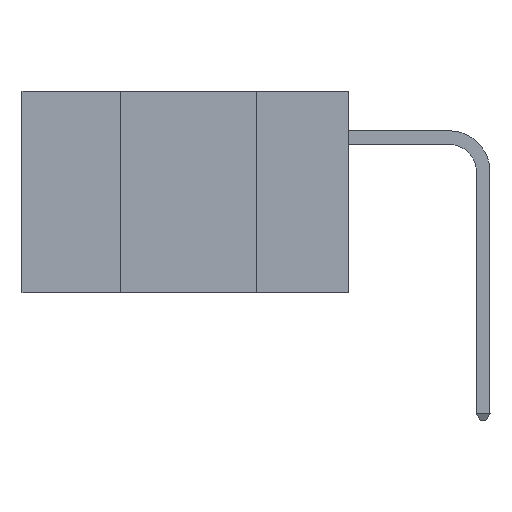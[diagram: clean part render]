
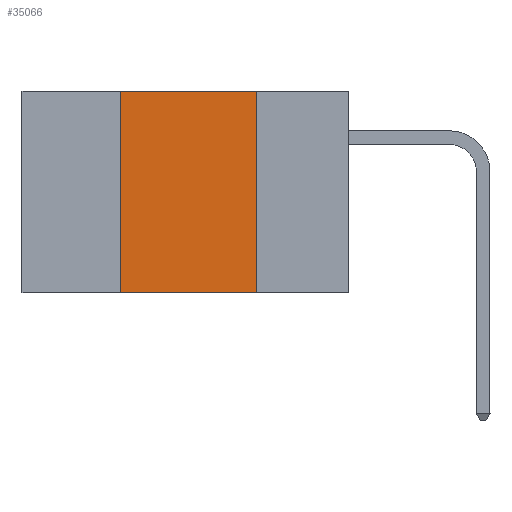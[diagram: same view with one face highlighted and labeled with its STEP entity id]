
A CAD part, left-side view. The second image highlights one B-rep face of the part: STEP entity #35066.
In plain terms, the highlighted planar face has unit normal (-1, 0, 0).
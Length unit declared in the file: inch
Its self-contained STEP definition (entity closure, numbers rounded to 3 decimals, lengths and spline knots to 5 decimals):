
#274 = ORIENTED_EDGE ( 'NONE', *, *, #4269, .F. ) ;
#1855 = ORIENTED_EDGE ( 'NONE', *, *, #35364, .F. ) ;
#1944 = CARTESIAN_POINT ( 'NONE',  ( 0., 0.6, -0.37 ) ) ;
#2884 = EDGE_CURVE ( 'NONE', #36891, #46098, #12943, .T. ) ;
#4269 = EDGE_CURVE ( 'NONE', #49871, #23040, #10138, .T. ) ;
#6515 = DIRECTION ( 'NONE',  ( 0., -1., 0. ) ) ;
#7104 = CARTESIAN_POINT ( 'NONE',  ( 0., 0.42, -0.37 ) ) ;
#10138 = LINE ( 'NONE', #26392, #27625 ) ;
#10240 = VECTOR ( 'NONE', #6515, 39.37008 ) ;
#12943 = LINE ( 'NONE', #28430, #49375 ) ;
#15282 = CARTESIAN_POINT ( 'NONE',  ( 0., 0.6, 0. ) ) ;
#19096 = EDGE_CURVE ( 'NONE', #36891, #23040, #20993, .T. ) ;
#20993 = LINE ( 'NONE', #1944, #10240 ) ;
#21121 = PLANE ( 'NONE',  #41947 ) ;
#23040 = VERTEX_POINT ( 'NONE', #43836 ) ;
#24610 = DIRECTION ( 'NONE',  ( 0., 0., 1. ) ) ;
#24926 = CARTESIAN_POINT ( 'NONE',  ( 0., 0.6, 0. ) ) ;
#25917 = CARTESIAN_POINT ( 'NONE',  ( 0., 0.17, 0. ) ) ;
#26392 = CARTESIAN_POINT ( 'NONE',  ( 0., 0.17, 0. ) ) ;
#26965 = ORIENTED_EDGE ( 'NONE', *, *, #19096, .T. ) ;
#27339 = VECTOR ( 'NONE', #50060, 39.37008 ) ;
#27625 = VECTOR ( 'NONE', #41628, 39.37008 ) ;
#28430 = CARTESIAN_POINT ( 'NONE',  ( 0., 0.42, 0. ) ) ;
#31801 = DIRECTION ( 'NONE',  ( 1., 0., 0. ) ) ;
#32544 = FACE_OUTER_BOUND ( 'NONE', #46346, .T. ) ;
#35066 = ADVANCED_FACE ( 'NONE', ( #32544 ), #21121, .F. ) ;
#35364 = EDGE_CURVE ( 'NONE', #46098, #49871, #46986, .T. ) ;
#36891 = VERTEX_POINT ( 'NONE', #7104 ) ;
#41628 = DIRECTION ( 'NONE',  ( 0., 0., -1. ) ) ;
#41947 = AXIS2_PLACEMENT_3D ( 'NONE', #24926, #31801, #47289 ) ;
#43130 = ORIENTED_EDGE ( 'NONE', *, *, #2884, .F. ) ;
#43836 = CARTESIAN_POINT ( 'NONE',  ( 0., 0.17, -0.37 ) ) ;
#45327 = CARTESIAN_POINT ( 'NONE',  ( 0., 0.42, 0. ) ) ;
#46098 = VERTEX_POINT ( 'NONE', #45327 ) ;
#46346 = EDGE_LOOP ( 'NONE', ( #274, #1855, #43130, #26965 ) ) ;
#46986 = LINE ( 'NONE', #15282, #27339 ) ;
#47289 = DIRECTION ( 'NONE',  ( 0., 0., -1. ) ) ;
#49375 = VECTOR ( 'NONE', #24610, 39.37008 ) ;
#49871 = VERTEX_POINT ( 'NONE', #25917 ) ;
#50060 = DIRECTION ( 'NONE',  ( 0., -1., 0. ) ) ;
